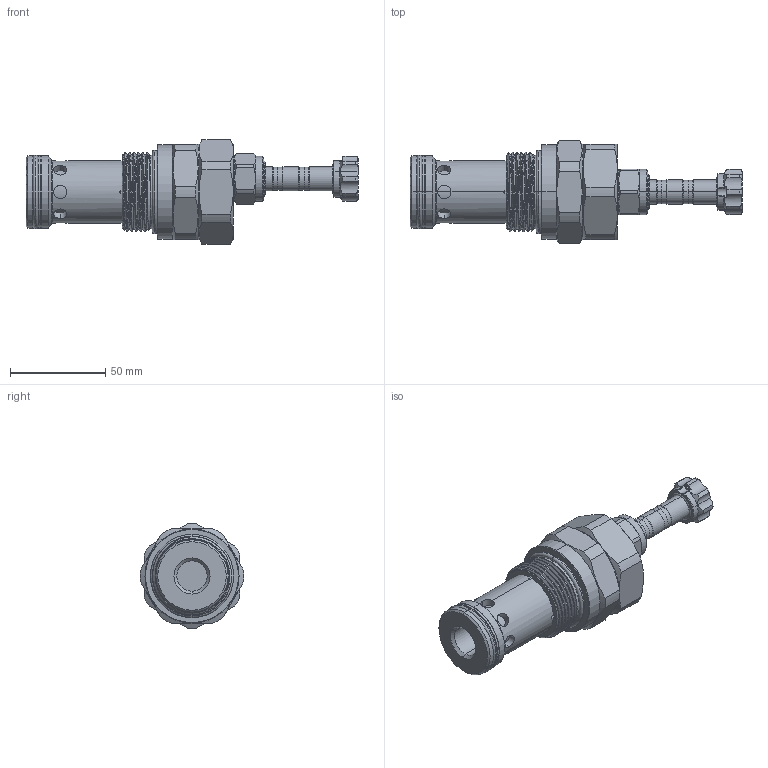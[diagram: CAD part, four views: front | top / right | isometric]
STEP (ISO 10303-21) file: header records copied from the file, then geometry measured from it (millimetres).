
FILE_DESCRIPTION (( 'STEP AP203' ), '1' );
FILE_NAME ('EP04E2A04N05.STEP', '2020-03-31T08:15:35', ( '' ), ( '' ), 'SwSTEP 2.0', 'SolidWorks 2018', '' );
FILE_SCHEMA (( 'CONFIG_CONTROL_DESIGN' ));
Length unit declared in the file: millimetre
Products named in the file (1): EP04E2A04N05
Bounding box: 174.55 x 54.46 x 55.08 mm (x, y, z)
Volume: 162087.2 mm3; surface area: 35997.5 mm2
Topology: 10 solids, 10 shells, 423 faces, 1019 edges, 631 vertices
Faces by surface type: cylinder 208, cone 98, plane 68, torus 38, bspline 11
Entity records: 20828 total; most frequent: CARTESIAN_POINT 11307, ORIENTED_EDGE 2028, DIRECTION 1954, EDGE_CURVE 1014, AXIS2_PLACEMENT_3D 823, VERTEX_POINT 631, EDGE_LOOP 459, ADVANCED_FACE 423
